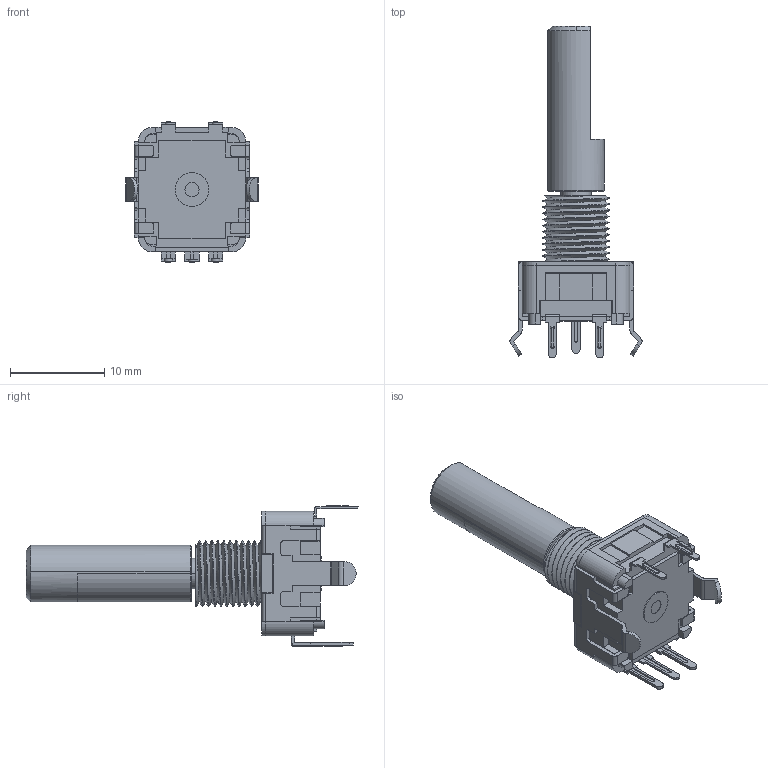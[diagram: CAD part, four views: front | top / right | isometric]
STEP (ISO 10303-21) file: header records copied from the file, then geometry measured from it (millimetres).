
FILE_DESCRIPTION (( 'STEP AP214' ), '1' );
FILE_NAME ('PEC11R-4225F-S0024.STEP', '2021-06-08T08:49:45', ( '' ), ( '' ), 'SwSTEP 2.0', 'SolidWorks 2018', '' );
FILE_SCHEMA (( 'AUTOMOTIVE_DESIGN' ));
Length unit declared in the file: millimetre
Products named in the file (1): PEC11R-4225F-S0024
Bounding box: 14 x 35.2 x 14.9 mm (x, y, z)
Volume: 1505.4 mm3; surface area: 1777.4 mm2
Topology: 1 solids, 3 shells, 466 faces, 1304 edges, 861 vertices
Faces by surface type: plane 287, cylinder 143, torus 15, cone 13, bspline 8
Entity records: 23776 total; most frequent: CARTESIAN_POINT 6627, ORIENTED_EDGE 2608, DIRECTION 2365, EDGE_CURVE 1304, LINE 893, VECTOR 893, VERTEX_POINT 861, AXIS2_PLACEMENT_3D 736
